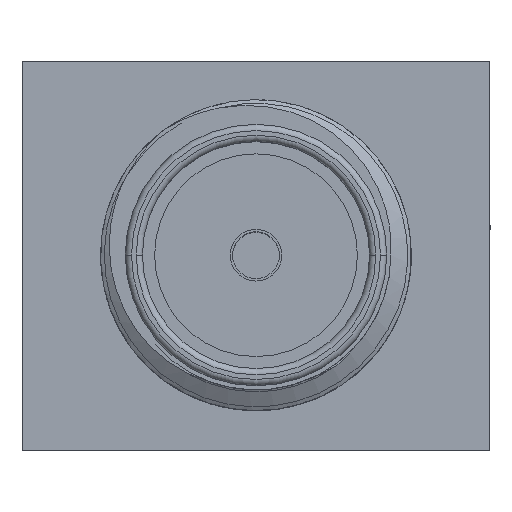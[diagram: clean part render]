
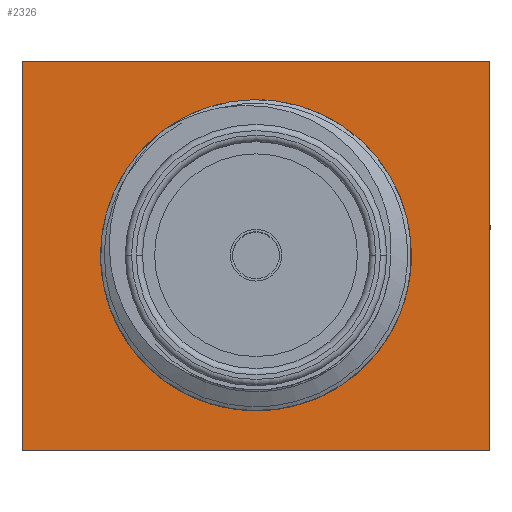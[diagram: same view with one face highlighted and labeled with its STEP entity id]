
A CAD part, top view. The second image highlights one B-rep face of the part: STEP entity #2326.
In plain terms, the highlighted planar face has unit normal (0, 0, 1).
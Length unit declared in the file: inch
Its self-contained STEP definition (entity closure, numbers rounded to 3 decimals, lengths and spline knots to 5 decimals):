
#5 = VECTOR ( 'NONE', #1985, 39.37008 ) ;
#13 = FACE_OUTER_BOUND ( 'NONE', #4581, .T. ) ;
#54 = ORIENTED_EDGE ( 'NONE', *, *, #4477, .F. ) ;
#75 = VECTOR ( 'NONE', #3808, 39.37008 ) ;
#112 = CARTESIAN_POINT ( 'NONE',  ( 0., 0., 0. ) ) ;
#229 = VECTOR ( 'NONE', #1337, 39.37008 ) ;
#295 = CARTESIAN_POINT ( 'NONE',  ( 0.1875, -0.156, 0. ) ) ;
#466 = VERTEX_POINT ( 'NONE', #1433 ) ;
#475 = CIRCLE ( 'NONE', #3980, 0.08 ) ;
#507 = CARTESIAN_POINT ( 'NONE',  ( -0.1875, -0.156, 0. ) ) ;
#621 = DIRECTION ( 'NONE',  ( -1., 0., 0. ) ) ;
#872 = CARTESIAN_POINT ( 'NONE',  ( 0.1875, -0.156, 0. ) ) ;
#1172 = CARTESIAN_POINT ( 'NONE',  ( 0.1875, -0.156, 0. ) ) ;
#1195 = VERTEX_POINT ( 'NONE', #507 ) ;
#1212 = CARTESIAN_POINT ( 'NONE',  ( -0.1875, 0.156, 0. ) ) ;
#1279 = LINE ( 'NONE', #1212, #75 ) ;
#1337 = DIRECTION ( 'NONE',  ( 0., -1., 0. ) ) ;
#1392 = FACE_BOUND ( 'NONE', #2899, .T. ) ;
#1433 = CARTESIAN_POINT ( 'NONE',  ( -0.1875, 0.156, 0. ) ) ;
#1455 = EDGE_CURVE ( 'NONE', #1195, #466, #1279, .T. ) ;
#1686 = PLANE ( 'NONE',  #4458 ) ;
#1775 = VERTEX_POINT ( 'NONE', #3628 ) ;
#1828 = ORIENTED_EDGE ( 'NONE', *, *, #3699, .T. ) ;
#1968 = CARTESIAN_POINT ( 'NONE',  ( 0.1875, 0.156, 0. ) ) ;
#1974 = LINE ( 'NONE', #872, #5 ) ;
#1985 = DIRECTION ( 'NONE',  ( -1., 0., 0. ) ) ;
#2066 = VERTEX_POINT ( 'NONE', #1172 ) ;
#2326 = ADVANCED_FACE ( 'NONE', ( #13, #1392 ), #1686, .F. ) ;
#2410 = VERTEX_POINT ( 'NONE', #4312 ) ;
#2548 = AXIS2_PLACEMENT_3D ( 'NONE', #112, #3099, #3431 ) ;
#2840 = DIRECTION ( 'NONE',  ( 0., 0., -1. ) ) ;
#2899 = EDGE_LOOP ( 'NONE', ( #1828, #3234 ) ) ;
#3099 = DIRECTION ( 'NONE',  ( 0., 0., -1. ) ) ;
#3127 = LINE ( 'NONE', #1968, #3941 ) ;
#3164 = CARTESIAN_POINT ( 'NONE',  ( 0.1875, 0.156, 0. ) ) ;
#3223 = ORIENTED_EDGE ( 'NONE', *, *, #1455, .F. ) ;
#3234 = ORIENTED_EDGE ( 'NONE', *, *, #4223, .T. ) ;
#3364 = LINE ( 'NONE', #3164, #229 ) ;
#3431 = DIRECTION ( 'NONE',  ( -1., 0., 0. ) ) ;
#3432 = CARTESIAN_POINT ( 'NONE',  ( -0.08, 0., 0. ) ) ;
#3461 = DIRECTION ( 'NONE',  ( 0., 0., -1. ) ) ;
#3462 = ORIENTED_EDGE ( 'NONE', *, *, #4242, .F. ) ;
#3493 = DIRECTION ( 'NONE',  ( 1., 0., 0. ) ) ;
#3564 = VERTEX_POINT ( 'NONE', #3432 ) ;
#3628 = CARTESIAN_POINT ( 'NONE',  ( 0.1875, 0.156, 0. ) ) ;
#3699 = EDGE_CURVE ( 'NONE', #2410, #3564, #475, .T. ) ;
#3808 = DIRECTION ( 'NONE',  ( 0., 1., 0. ) ) ;
#3822 = ORIENTED_EDGE ( 'NONE', *, *, #4363, .F. ) ;
#3825 = CARTESIAN_POINT ( 'NONE',  ( 0., 0., 0. ) ) ;
#3941 = VECTOR ( 'NONE', #3493, 39.37008 ) ;
#3945 = CIRCLE ( 'NONE', #2548, 0.08 ) ;
#3980 = AXIS2_PLACEMENT_3D ( 'NONE', #3825, #3461, #4216 ) ;
#4216 = DIRECTION ( 'NONE',  ( -1., 0., 0. ) ) ;
#4223 = EDGE_CURVE ( 'NONE', #3564, #2410, #3945, .T. ) ;
#4242 = EDGE_CURVE ( 'NONE', #2066, #1195, #1974, .T. ) ;
#4312 = CARTESIAN_POINT ( 'NONE',  ( 0.08, 0., 0. ) ) ;
#4363 = EDGE_CURVE ( 'NONE', #466, #1775, #3127, .T. ) ;
#4458 = AXIS2_PLACEMENT_3D ( 'NONE', #295, #2840, #621 ) ;
#4477 = EDGE_CURVE ( 'NONE', #1775, #2066, #3364, .T. ) ;
#4581 = EDGE_LOOP ( 'NONE', ( #54, #3822, #3223, #3462 ) ) ;
